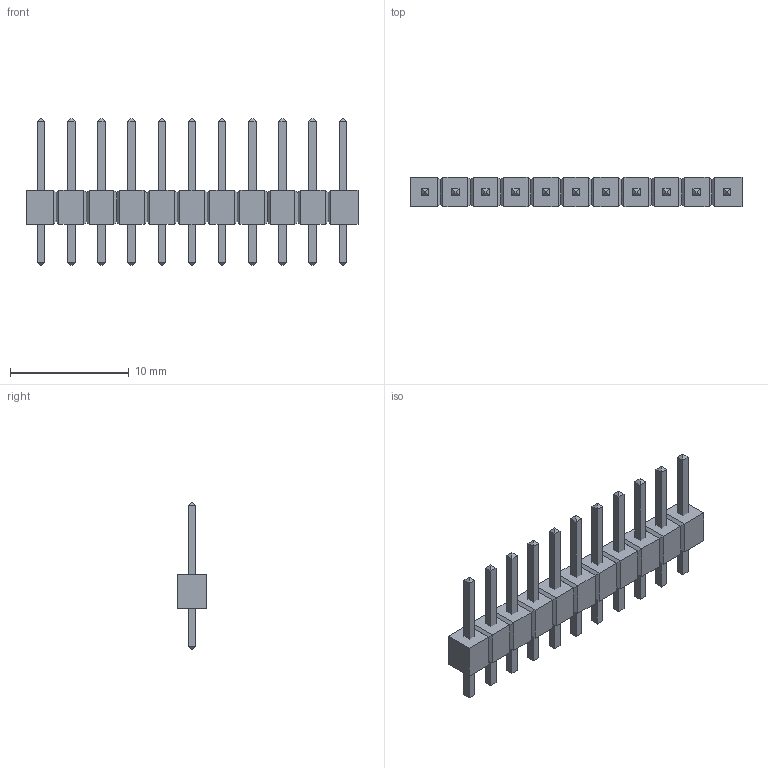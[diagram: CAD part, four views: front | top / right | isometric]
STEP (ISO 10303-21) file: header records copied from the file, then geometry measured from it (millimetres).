
FILE_DESCRIPTION(('FreeCAD Model'),'2;1');
FILE_NAME('1814227.1.1.stp','2022-08-03T07:23:46',( 'Author'),(''),'Open CASCADE STEP processor 6.9','FreeCAD','Unknown' );
FILE_SCHEMA(('AUTOMOTIVE_DESIGN { 1 0 10303 214 1 1 1 1 }'));
Length unit declared in the file: millimetre
Products named in the file (3): ASSEMBLY; Body; LeadsArray
Assembly tree (2 placements, depth 2):
  ASSEMBLY
    Body
    LeadsArray
Bounding box: 27.94 x 2.5 x 12.31 mm (x, y, z)
Volume: 250.2 mm3; surface area: 674.3 mm2
Topology: 12 solids, 12 shells, 280 faces, 560 edges, 304 vertices
Faces by surface type: plane 280
Entity records: 14076 total; most frequent: CARTESIAN_POINT 2427, DIRECTION 2086, LINE 1520, VECTOR 1520, ORIENTED_EDGE 1120, PCURVE 1120, DEFINITIONAL_REPRESENTATION 1120, EDGE_CURVE 560
